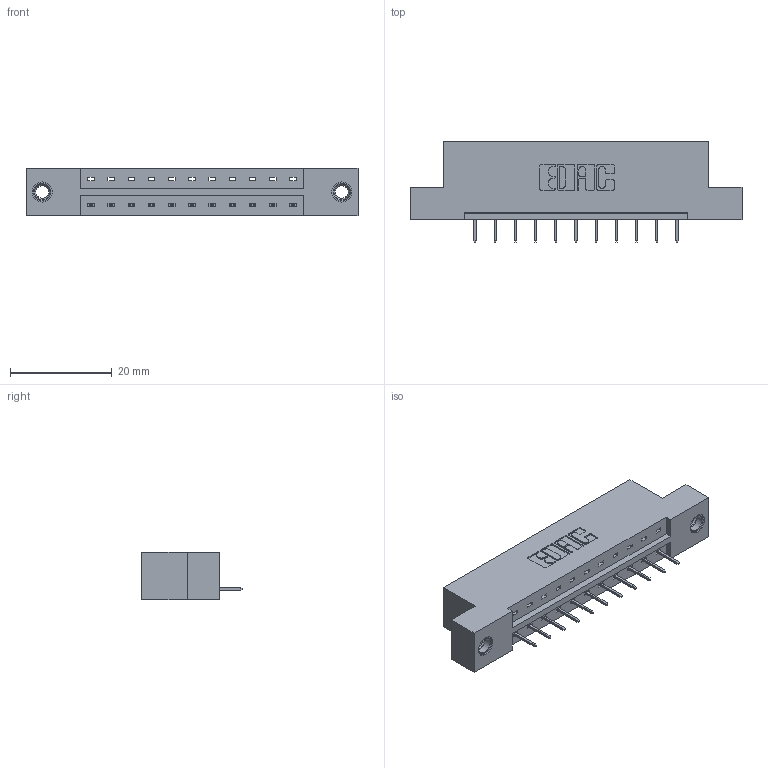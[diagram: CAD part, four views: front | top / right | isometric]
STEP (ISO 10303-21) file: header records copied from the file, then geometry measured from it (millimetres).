
FILE_DESCRIPTION (( 'STEP AP203' ), '1' );
FILE_NAME ('333-011-524-107.STEP', '2018-07-31T23:25:46', ( '' ), ( '' ), 'SwSTEP 2.0', 'SolidWorks 2016', '' );
FILE_SCHEMA (( 'CONFIG_CONTROL_DESIGN' ));
Length unit declared in the file: inch
Products named in the file (4): 333 Part_Flush - .156 Dia - TI; 345-292-001_345-293-124; 345-250-001_345-250-005-103; 333-011-524-107
Assembly tree (14 placements, depth 2):
  333-011-524-107
    333 Part_Flush - .156 Dia - TI
    345-292-001_345-293-124  x11
    345-250-001_345-250-005-103  x2
Bounding box: 65.13 x 19.69 x 9.4 mm (x, y, z)
Volume: 6229.9 mm3; surface area: 6425.9 mm2
Topology: 14 solids, 14 shells, 856 faces, 2427 edges, 1566 vertices
Faces by surface type: plane 630, cylinder 210, cone 12, torus 4
Entity records: 11994 total; most frequent: CARTESIAN_POINT 2054, ORIENTED_EDGE 1994, DIRECTION 1829, EDGE_CURVE 997, VECTOR 853, LINE 853, VERTEX_POINT 656, AXIS2_PLACEMENT_3D 488
